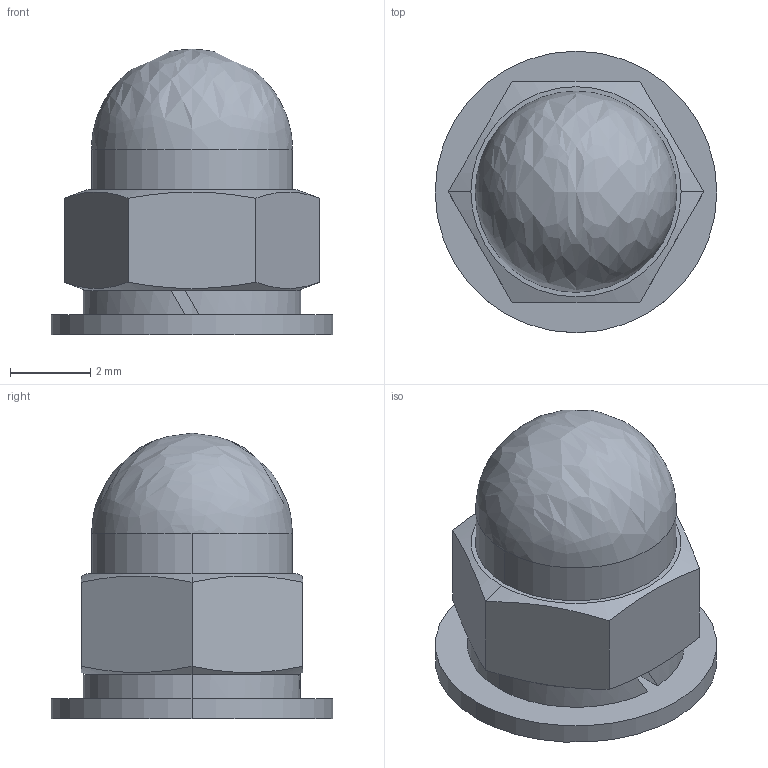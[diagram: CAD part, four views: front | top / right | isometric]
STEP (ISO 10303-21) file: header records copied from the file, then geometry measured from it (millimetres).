
FILE_DESCRIPTION (( 'STEP AP214' ), '1' );
FILE_NAME ('P0000010767.STEP', '2025-11-04T09:49:40', ( 'Microsoft' ), ( 'Microsoft' ), 'SwSTEP 2.0', 'SolidWorks 2025', '' );
FILE_SCHEMA (( 'AUTOMOTIVE_DESIGN' ));
Length unit declared in the file: millimetre
Products named in the file (1): P0000010767
Bounding box: 7 x 7 x 7.1 mm (x, y, z)
Volume: 115.6 mm3; surface area: 290 mm2
Topology: 3 solids, 3 shells, 39 faces, 86 edges, 54 vertices
Faces by surface type: cylinder 16, plane 16, cone 6, bspline 1
Entity records: 1148 total; most frequent: CARTESIAN_POINT 253, DIRECTION 184, ORIENTED_EDGE 168, EDGE_CURVE 84, AXIS2_PLACEMENT_3D 77, VERTEX_POINT 54, EDGE_LOOP 44, FACE_OUTER_BOUND 39
